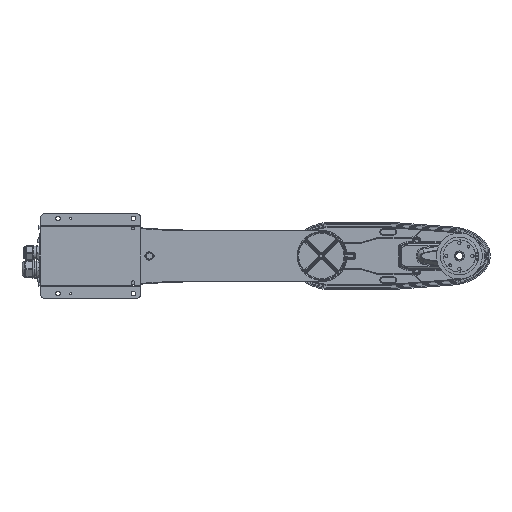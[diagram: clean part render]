
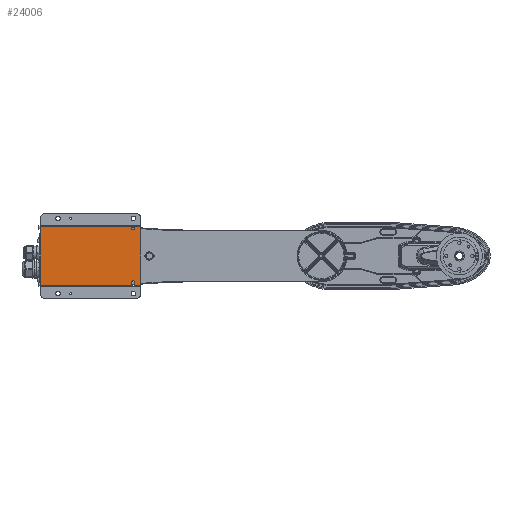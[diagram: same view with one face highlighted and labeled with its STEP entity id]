
A CAD part, front view. The second image highlights one B-rep face of the part: STEP entity #24006.
In plain terms, the highlighted planar face has unit normal (0, -1, 0).
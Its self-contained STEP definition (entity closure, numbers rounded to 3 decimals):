
#198 = ORIENTED_EDGE ( 'NONE', *, *, #26893, .T. ) ;
#506 = DIRECTION ( 'NONE',  ( 0., 0., 1. ) ) ;
#1819 = EDGE_CURVE ( 'NONE', #53405, #53405, #71928, .T. ) ;
#2660 = CARTESIAN_POINT ( 'NONE',  ( 50., 1.5, -52.5 ) ) ;
#3917 = VECTOR ( 'NONE', #14078, 1000. ) ;
#4141 = CARTESIAN_POINT ( 'NONE',  ( 53., 1.5, -57.5 ) ) ;
#5533 = EDGE_LOOP ( 'NONE', ( #44176 ) ) ;
#6658 = EDGE_CURVE ( 'NONE', #79998, #57410, #54746, .T. ) ;
#9221 = ORIENTED_EDGE ( 'NONE', *, *, #68147, .T. ) ;
#9951 = EDGE_CURVE ( 'NONE', #79998, #74674, #31787, .T. ) ;
#10674 = CARTESIAN_POINT ( 'NONE',  ( 50., 1.5, 58. ) ) ;
#11471 = CARTESIAN_POINT ( 'NONE',  ( 47., 1.5, -52.5 ) ) ;
#11801 = CARTESIAN_POINT ( 'NONE',  ( 47., 1.5, -57.5 ) ) ;
#12634 = CARTESIAN_POINT ( 'NONE',  ( -135., 1.5, -59. ) ) ;
#13031 = DIRECTION ( 'NONE',  ( 0., 0., 1. ) ) ;
#13104 = CARTESIAN_POINT ( 'NONE',  ( 50., 1.5, -57.5 ) ) ;
#14078 = DIRECTION ( 'NONE',  ( 1., 0., 0. ) ) ;
#14290 = AXIS2_PLACEMENT_3D ( 'NONE', #2660, #27845, #71378 ) ;
#14415 = VERTEX_POINT ( 'NONE', #28271 ) ;
#16717 = VECTOR ( 'NONE', #29534, 1000. ) ;
#19179 = FACE_OUTER_BOUND ( 'NONE', #68443, .T. ) ;
#22280 = VERTEX_POINT ( 'NONE', #72509 ) ;
#24006 = ADVANCED_FACE ( 'NONE', ( #31346, #19179 ), #43941, .F. ) ;
#24942 = LINE ( 'NONE', #48935, #49783 ) ;
#25707 = CARTESIAN_POINT ( 'NONE',  ( 53., 1.5, -59. ) ) ;
#26893 = EDGE_CURVE ( 'NONE', #47107, #74674, #43161, .T. ) ;
#27610 = VECTOR ( 'NONE', #75352, 1000. ) ;
#27621 = CARTESIAN_POINT ( 'NONE',  ( 47.184, 1.5, -58.533 ) ) ;
#27845 = DIRECTION ( 'NONE',  ( 0., 1., 0. ) ) ;
#28271 = CARTESIAN_POINT ( 'NONE',  ( 65., 1.5, -58.533 ) ) ;
#29534 = DIRECTION ( 'NONE',  ( 1., 0., 0. ) ) ;
#30904 = VERTEX_POINT ( 'NONE', #4141 ) ;
#31089 = CARTESIAN_POINT ( 'NONE',  ( 65., 1.5, 58.533 ) ) ;
#31346 = FACE_BOUND ( 'NONE', #5533, .T. ) ;
#31787 = LINE ( 'NONE', #75745, #32706 ) ;
#31859 = ORIENTED_EDGE ( 'NONE', *, *, #9951, .F. ) ;
#32527 = CARTESIAN_POINT ( 'NONE',  ( 50., 1.5, 55. ) ) ;
#32706 = VECTOR ( 'NONE', #506, 1000. ) ;
#36166 = EDGE_CURVE ( 'NONE', #14415, #47107, #24942, .T. ) ;
#37060 = DIRECTION ( 'NONE',  ( -1., 0., 0. ) ) ;
#37184 = ORIENTED_EDGE ( 'NONE', *, *, #73921, .T. ) ;
#37929 = DIRECTION ( 'NONE',  ( 0., 0., 1. ) ) ;
#38182 = VERTEX_POINT ( 'NONE', #11801 ) ;
#39030 = DIRECTION ( 'NONE',  ( 0., 0., 1. ) ) ;
#39710 = AXIS2_PLACEMENT_3D ( 'NONE', #42199, #41796, #65429 ) ;
#40538 = ORIENTED_EDGE ( 'NONE', *, *, #45922, .T. ) ;
#41747 = LINE ( 'NONE', #67371, #69428 ) ;
#41796 = DIRECTION ( 'NONE',  ( 0., 1., 0. ) ) ;
#42199 = CARTESIAN_POINT ( 'NONE',  ( 50., 1.5, -57.5 ) ) ;
#42929 = DIRECTION ( 'NONE',  ( 0., 0., 1. ) ) ;
#43161 = LINE ( 'NONE', #62279, #76617 ) ;
#43941 = PLANE ( 'NONE',  #55298 ) ;
#44176 = ORIENTED_EDGE ( 'NONE', *, *, #1819, .T. ) ;
#45922 = EDGE_CURVE ( 'NONE', #69723, #14415, #65374, .T. ) ;
#46499 = CIRCLE ( 'NONE', #60824, 3. ) ;
#47107 = VERTEX_POINT ( 'NONE', #31089 ) ;
#47140 = CARTESIAN_POINT ( 'NONE',  ( -135., 1.5, 58.533 ) ) ;
#47458 = CIRCLE ( 'NONE', #39710, 3. ) ;
#48935 = CARTESIAN_POINT ( 'NONE',  ( 65., 1.5, -59. ) ) ;
#49294 = CIRCLE ( 'NONE', #14290, 3. ) ;
#49783 = VECTOR ( 'NONE', #73794, 1000. ) ;
#51712 = CARTESIAN_POINT ( 'NONE',  ( 52.816, 1.5, -58.533 ) ) ;
#51827 = ORIENTED_EDGE ( 'NONE', *, *, #6658, .T. ) ;
#52566 = EDGE_CURVE ( 'NONE', #30904, #22280, #70480, .T. ) ;
#53405 = VERTEX_POINT ( 'NONE', #10674 ) ;
#54746 = LINE ( 'NONE', #62089, #3917 ) ;
#55298 = AXIS2_PLACEMENT_3D ( 'NONE', #12634, #68794, #13031 ) ;
#56645 = DIRECTION ( 'NONE',  ( 0., 1., 0. ) ) ;
#56680 = ORIENTED_EDGE ( 'NONE', *, *, #36166, .T. ) ;
#57410 = VERTEX_POINT ( 'NONE', #27621 ) ;
#59250 = CARTESIAN_POINT ( 'NONE',  ( 65., 1.5, -58.533 ) ) ;
#60408 = VERTEX_POINT ( 'NONE', #11471 ) ;
#60824 = AXIS2_PLACEMENT_3D ( 'NONE', #13104, #56645, #37929 ) ;
#61514 = AXIS2_PLACEMENT_3D ( 'NONE', #32527, #63469, #39030 ) ;
#62089 = CARTESIAN_POINT ( 'NONE',  ( 65., 1.5, -58.533 ) ) ;
#62158 = CARTESIAN_POINT ( 'NONE',  ( -135., 1.5, -58.533 ) ) ;
#62279 = CARTESIAN_POINT ( 'NONE',  ( -135., 1.5, 58.533 ) ) ;
#63469 = DIRECTION ( 'NONE',  ( 0., 1., 0. ) ) ;
#65374 = LINE ( 'NONE', #59250, #16717 ) ;
#65429 = DIRECTION ( 'NONE',  ( 0., 0., 1. ) ) ;
#65929 = ORIENTED_EDGE ( 'NONE', *, *, #71545, .T. ) ;
#67371 = CARTESIAN_POINT ( 'NONE',  ( 47., 1.5, -59. ) ) ;
#68147 = EDGE_CURVE ( 'NONE', #57410, #38182, #47458, .T. ) ;
#68443 = EDGE_LOOP ( 'NONE', ( #68942, #65929, #40538, #56680, #198, #31859, #51827, #9221, #69180, #37184 ) ) ;
#68794 = DIRECTION ( 'NONE',  ( 0., 1., 0. ) ) ;
#68942 = ORIENTED_EDGE ( 'NONE', *, *, #52566, .F. ) ;
#69180 = ORIENTED_EDGE ( 'NONE', *, *, #80446, .T. ) ;
#69428 = VECTOR ( 'NONE', #42929, 1000. ) ;
#69723 = VERTEX_POINT ( 'NONE', #51712 ) ;
#70480 = LINE ( 'NONE', #25707, #27610 ) ;
#71378 = DIRECTION ( 'NONE',  ( 0., 0., 1. ) ) ;
#71545 = EDGE_CURVE ( 'NONE', #30904, #69723, #46499, .T. ) ;
#71928 = CIRCLE ( 'NONE', #61514, 3. ) ;
#72509 = CARTESIAN_POINT ( 'NONE',  ( 53., 1.5, -52.5 ) ) ;
#73794 = DIRECTION ( 'NONE',  ( 0., 0., 1. ) ) ;
#73921 = EDGE_CURVE ( 'NONE', #60408, #22280, #49294, .T. ) ;
#74674 = VERTEX_POINT ( 'NONE', #47140 ) ;
#75352 = DIRECTION ( 'NONE',  ( 0., 0., 1. ) ) ;
#75745 = CARTESIAN_POINT ( 'NONE',  ( -135., 1.5, -59. ) ) ;
#76617 = VECTOR ( 'NONE', #37060, 1000. ) ;
#79998 = VERTEX_POINT ( 'NONE', #62158 ) ;
#80446 = EDGE_CURVE ( 'NONE', #38182, #60408, #41747, .T. ) ;
